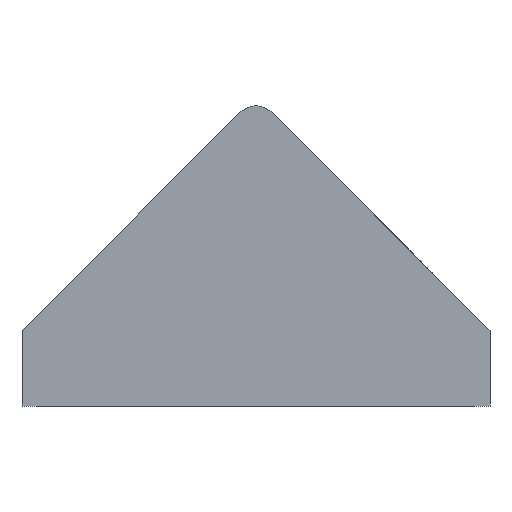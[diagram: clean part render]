
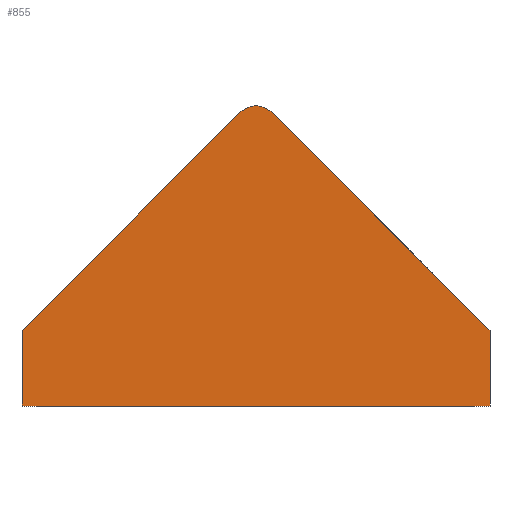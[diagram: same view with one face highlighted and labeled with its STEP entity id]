
A CAD part, front view. The second image highlights one B-rep face of the part: STEP entity #855.
In plain terms, the highlighted planar face has unit normal (0, -1, 0).
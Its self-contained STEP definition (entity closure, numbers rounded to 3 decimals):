
#63=CIRCLE('',#956,3.);
#129=FACE_OUTER_BOUND('',#176,.T.);
#176=EDGE_LOOP('',(#745,#746,#747,#748,#749,#750));
#249=LINE('',#1449,#327);
#254=LINE('',#1458,#332);
#258=LINE('',#1467,#336);
#259=LINE('',#1469,#337);
#260=LINE('',#1470,#338);
#327=VECTOR('',#1200,10.);
#332=VECTOR('',#1207,10.);
#336=VECTOR('',#1215,10.);
#337=VECTOR('',#1216,10.);
#338=VECTOR('',#1217,10.);
#411=VERTEX_POINT('',#1441);
#412=VERTEX_POINT('',#1443);
#413=VERTEX_POINT('',#1448);
#416=VERTEX_POINT('',#1456);
#419=VERTEX_POINT('',#1466);
#420=VERTEX_POINT('',#1468);
#526=EDGE_CURVE('',#412,#411,#63,.T.);
#529=EDGE_CURVE('',#413,#412,#249,.T.);
#534=EDGE_CURVE('',#411,#416,#254,.T.);
#538=EDGE_CURVE('',#419,#416,#258,.T.);
#539=EDGE_CURVE('',#419,#420,#259,.T.);
#540=EDGE_CURVE('',#420,#413,#260,.T.);
#745=ORIENTED_EDGE('',*,*,#534,.T.);
#746=ORIENTED_EDGE('',*,*,#538,.F.);
#747=ORIENTED_EDGE('',*,*,#539,.T.);
#748=ORIENTED_EDGE('',*,*,#540,.T.);
#749=ORIENTED_EDGE('',*,*,#529,.T.);
#750=ORIENTED_EDGE('',*,*,#526,.T.);
#808=PLANE('',#960);
#855=ADVANCED_FACE('',(#129),#808,.T.);
#956=AXIS2_PLACEMENT_3D('',#1444,#1194,#1195);
#960=AXIS2_PLACEMENT_3D('',#1465,#1213,#1214);
#1194=DIRECTION('center_axis',(0.,-1.,0.));
#1195=DIRECTION('ref_axis',(0.707,0.,0.707));
#1200=DIRECTION('',(-0.707,0.,0.707));
#1207=DIRECTION('',(-0.707,0.,-0.707));
#1213=DIRECTION('center_axis',(0.,-1.,0.));
#1214=DIRECTION('ref_axis',(1.,0.,0.));
#1215=DIRECTION('',(0.,0.,1.));
#1216=DIRECTION('',(1.,0.,0.));
#1217=DIRECTION('',(0.,0.,1.));
#1441=CARTESIAN_POINT('',(-2.121,-63.,38.879));
#1443=CARTESIAN_POINT('',(2.121,-63.,38.879));
#1444=CARTESIAN_POINT('Origin',(0.,-63.,36.757));
#1448=CARTESIAN_POINT('',(31.,-63.,10.));
#1449=CARTESIAN_POINT('',(18.,-63.,23.));
#1456=CARTESIAN_POINT('',(-31.,-63.,10.));
#1458=CARTESIAN_POINT('',(-19.061,-63.,21.939));
#1465=CARTESIAN_POINT('Origin',(-31.,-63.,0.));
#1466=CARTESIAN_POINT('',(-31.,-63.,0.));
#1467=CARTESIAN_POINT('',(-31.,-63.,0.));
#1468=CARTESIAN_POINT('',(31.,-63.,0.));
#1469=CARTESIAN_POINT('',(-31.,-63.,0.));
#1470=CARTESIAN_POINT('',(31.,-63.,0.));
